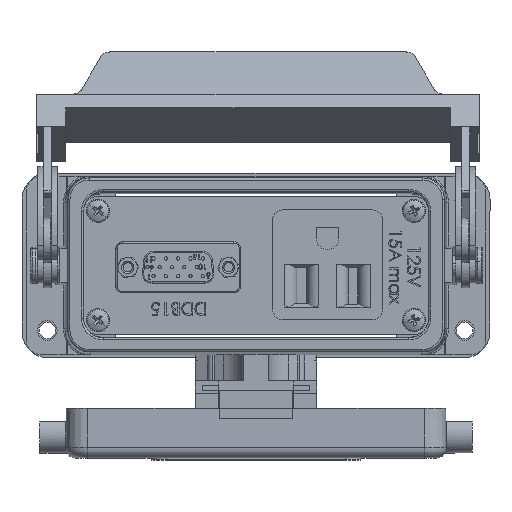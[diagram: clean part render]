
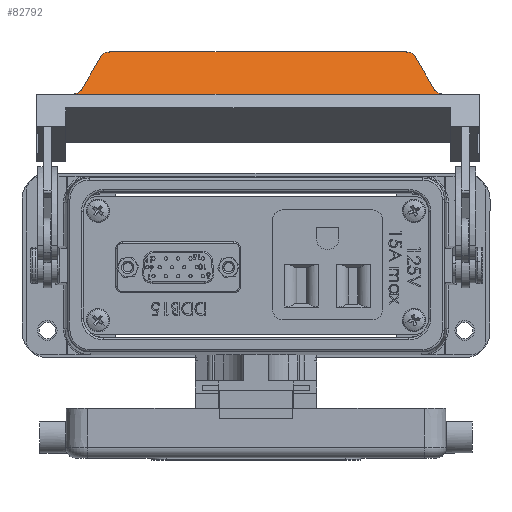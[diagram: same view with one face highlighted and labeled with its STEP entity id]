
A CAD part, top view. The second image highlights one B-rep face of the part: STEP entity #82792.
In plain terms, the highlighted planar face has unit normal (0, 0.372, 0.928).
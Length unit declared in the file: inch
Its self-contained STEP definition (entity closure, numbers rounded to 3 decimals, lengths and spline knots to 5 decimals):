
#4 = VERTEX_POINT ( 'NONE', #42344 ) ;
#168 = CARTESIAN_POINT ( 'NONE',  ( -1.58217, 1.89025, 0.4787 ) ) ;
#1528 =( BOUNDED_CURVE ( )  B_SPLINE_CURVE ( 3, ( #28506, #22680, #1900, #48751 ),
 .UNSPECIFIED., .F., .F. ) 
 B_SPLINE_CURVE_WITH_KNOTS ( ( 4, 4 ),
 ( 5.23404, 6.28319 ),
 .UNSPECIFIED. ) 
 CURVE ( )  GEOMETRIC_REPRESENTATION_ITEM ( )  RATIONAL_B_SPLINE_CURVE ( ( 1., 0.91, 0.91, 1. ) ) 
 REPRESENTATION_ITEM ( '' )  );
#1900 = CARTESIAN_POINT ( 'NONE',  ( 2.01884, 2.05062, 0.41448 ) ) ;
#2231 = EDGE_CURVE ( 'NONE', #41273, #65979, #46234, .T. ) ;
#3300 = EDGE_CURVE ( 'NONE', #65979, #49352, #63520, .T. ) ;
#5247 = EDGE_CURVE ( 'NONE', #15631, #41273, #29680, .T. ) ;
#5636 = ORIENTED_EDGE ( 'NONE', *, *, #2231, .T. ) ;
#5846 = DIRECTION ( 'NONE',  ( 0.484, -0.812, 0.325 ) ) ;
#7862 = LINE ( 'NONE', #18295, #77161 ) ;
#10479 = CARTESIAN_POINT ( 'NONE',  ( 1.73219, 2.46058, 0.25031 ) ) ;
#11697 = VECTOR ( 'NONE', #5846, 39.37008 ) ;
#11947 = CARTESIAN_POINT ( 'NONE',  ( -1.54449, 2.05062, 0.41448 ) ) ;
#12783 = CARTESIAN_POINT ( 'NONE',  ( -1.18449, 2.46058, 0.25031 ) ) ;
#12805 = CARTESIAN_POINT ( 'NONE',  ( -1.45779, 2.09901, 0.3951 ) ) ;
#12914 = EDGE_CURVE ( 'NONE', #49352, #4, #7862, .T. ) ;
#13627 = DIRECTION ( 'NONE',  ( -0.484, -0.812, 0.325 ) ) ;
#15281 = CARTESIAN_POINT ( 'NONE',  ( -1.18449, 2.46058, 0.25031 ) ) ;
#15631 = VERTEX_POINT ( 'NONE', #15281 ) ;
#15974 = EDGE_CURVE ( 'NONE', #20489, #15631, #23737, .T. ) ;
#18295 = CARTESIAN_POINT ( 'NONE',  ( -1.89449, 2.05062, 0.41448 ) ) ;
#18934 = ORIENTED_EDGE ( 'NONE', *, *, #12914, .T. ) ;
#19208 = CARTESIAN_POINT ( 'NONE',  ( -1.22116, 2.46058, 0.25031 ) ) ;
#19936 = CARTESIAN_POINT ( 'NONE',  ( 1.78221, 2.41219, 0.26969 ) ) ;
#20489 = VERTEX_POINT ( 'NONE', #21145 ) ;
#21145 = CARTESIAN_POINT ( 'NONE',  ( 1.69551, 2.46058, 0.25031 ) ) ;
#22469 = VERTEX_POINT ( 'NONE', #74535 ) ;
#22680 = CARTESIAN_POINT ( 'NONE',  ( 1.98709, 2.06834, 0.40739 ) ) ;
#23737 = LINE ( 'NONE', #35460, #42628 ) ;
#24501 = DIRECTION ( 'NONE',  ( 1., 0., 0. ) ) ;
#28506 = CARTESIAN_POINT ( 'NONE',  ( 1.96881, 2.09901, 0.3951 ) ) ;
#29008 = EDGE_CURVE ( 'NONE', #20489, #50522, #77516, .T. ) ;
#29680 =( BOUNDED_CURVE ( )  B_SPLINE_CURVE ( 3, ( #12783, #19208, #80298, #65838 ),
 .UNSPECIFIED., .F., .F. ) 
 B_SPLINE_CURVE_WITH_KNOTS ( ( 4, 4 ),
 ( 3.14159, 4.19074 ),
 .UNSPECIFIED. ) 
 CURVE ( )  GEOMETRIC_REPRESENTATION_ITEM ( )  RATIONAL_B_SPLINE_CURVE ( ( 1., 0.91, 0.91, 1. ) ) 
 REPRESENTATION_ITEM ( '' )  );
#31669 = ORIENTED_EDGE ( 'NONE', *, *, #15974, .T. ) ;
#32740 = CARTESIAN_POINT ( 'NONE',  ( -1.47606, 2.06834, 0.40739 ) ) ;
#35460 = CARTESIAN_POINT ( 'NONE',  ( -1.89449, 2.46058, 0.25031 ) ) ;
#37923 = PLANE ( 'NONE',  #63250 ) ;
#40370 = CARTESIAN_POINT ( 'NONE',  ( -1.54449, 2.05062, 0.41448 ) ) ;
#41078 = FACE_OUTER_BOUND ( 'NONE', #42135, .T. ) ;
#41273 = VERTEX_POINT ( 'NONE', #66343 ) ;
#42047 = VECTOR ( 'NONE', #13627, 39.37008 ) ;
#42135 = EDGE_LOOP ( 'NONE', ( #82973, #31669, #47623, #5636, #53345, #18934, #85968, #85222 ) ) ;
#42344 = CARTESIAN_POINT ( 'NONE',  ( 2.05551, 2.05062, 0.41448 ) ) ;
#42628 = VECTOR ( 'NONE', #82462, 39.37008 ) ;
#44857 = CARTESIAN_POINT ( 'NONE',  ( -1.45779, 2.09901, 0.3951 ) ) ;
#46107 = CARTESIAN_POINT ( 'NONE',  ( -1.89449, 2.05062, 0.41448 ) ) ;
#46234 = LINE ( 'NONE', #168, #42047 ) ;
#47623 = ORIENTED_EDGE ( 'NONE', *, *, #5247, .T. ) ;
#48751 = CARTESIAN_POINT ( 'NONE',  ( 2.05551, 2.05062, 0.41448 ) ) ;
#49352 = VERTEX_POINT ( 'NONE', #11947 ) ;
#49475 = CARTESIAN_POINT ( 'NONE',  ( 1.78221, 2.41219, 0.26969 ) ) ;
#49769 = CARTESIAN_POINT ( 'NONE',  ( 1.69551, 2.46058, 0.25031 ) ) ;
#50522 = VERTEX_POINT ( 'NONE', #19936 ) ;
#52676 = CARTESIAN_POINT ( 'NONE',  ( -1.50781, 2.05062, 0.41448 ) ) ;
#53345 = ORIENTED_EDGE ( 'NONE', *, *, #3300, .T. ) ;
#53701 = DIRECTION ( 'NONE',  ( 0., 0.928, -0.372 ) ) ;
#63195 = CARTESIAN_POINT ( 'NONE',  ( 1.76394, 2.44286, 0.25741 ) ) ;
#63250 = AXIS2_PLACEMENT_3D ( 'NONE', #46107, #79927, #53701 ) ;
#63520 =( BOUNDED_CURVE ( )  B_SPLINE_CURVE ( 3, ( #12805, #32740, #52676, #40370 ),
 .UNSPECIFIED., .F., .F. ) 
 B_SPLINE_CURVE_WITH_KNOTS ( ( 4, 4 ),
 ( 5.23404, 6.28319 ),
 .UNSPECIFIED. ) 
 CURVE ( )  GEOMETRIC_REPRESENTATION_ITEM ( )  RATIONAL_B_SPLINE_CURVE ( ( 1., 0.91, 0.91, 1. ) ) 
 REPRESENTATION_ITEM ( '' )  );
#64070 = LINE ( 'NONE', #79484, #11697 ) ;
#65838 = CARTESIAN_POINT ( 'NONE',  ( -1.27119, 2.41219, 0.26969 ) ) ;
#65979 = VERTEX_POINT ( 'NONE', #44857 ) ;
#66343 = CARTESIAN_POINT ( 'NONE',  ( -1.27119, 2.41219, 0.26969 ) ) ;
#69174 = EDGE_CURVE ( 'NONE', #50522, #22469, #64070, .T. ) ;
#74535 = CARTESIAN_POINT ( 'NONE',  ( 1.96881, 2.09901, 0.3951 ) ) ;
#77161 = VECTOR ( 'NONE', #24501, 39.37008 ) ;
#77516 =( BOUNDED_CURVE ( )  B_SPLINE_CURVE ( 3, ( #49769, #10479, #63195, #49475 ),
 .UNSPECIFIED., .F., .F. ) 
 B_SPLINE_CURVE_WITH_KNOTS ( ( 4, 4 ),
 ( 3.14159, 4.19074 ),
 .UNSPECIFIED. ) 
 CURVE ( )  GEOMETRIC_REPRESENTATION_ITEM ( )  RATIONAL_B_SPLINE_CURVE ( ( 1., 0.91, 0.91, 1. ) ) 
 REPRESENTATION_ITEM ( '' )  );
#77697 = EDGE_CURVE ( 'NONE', #22469, #4, #1528, .T. ) ;
#79484 = CARTESIAN_POINT ( 'NONE',  ( 1.08582, 3.58096, -0.19834 ) ) ;
#79927 = DIRECTION ( 'NONE',  ( 0., -0.372, -0.928 ) ) ;
#80298 = CARTESIAN_POINT ( 'NONE',  ( -1.25291, 2.44286, 0.25741 ) ) ;
#82462 = DIRECTION ( 'NONE',  ( -1., 0., 0. ) ) ;
#82792 = ADVANCED_FACE ( 'NONE', ( #41078 ), #37923, .F. ) ;
#82973 = ORIENTED_EDGE ( 'NONE', *, *, #29008, .F. ) ;
#85222 = ORIENTED_EDGE ( 'NONE', *, *, #69174, .F. ) ;
#85968 = ORIENTED_EDGE ( 'NONE', *, *, #77697, .F. ) ;
